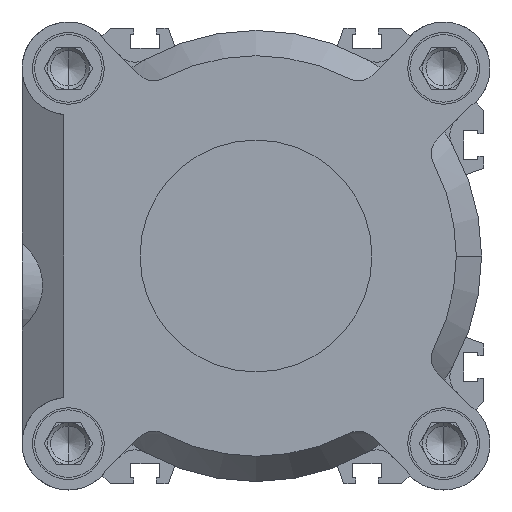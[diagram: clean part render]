
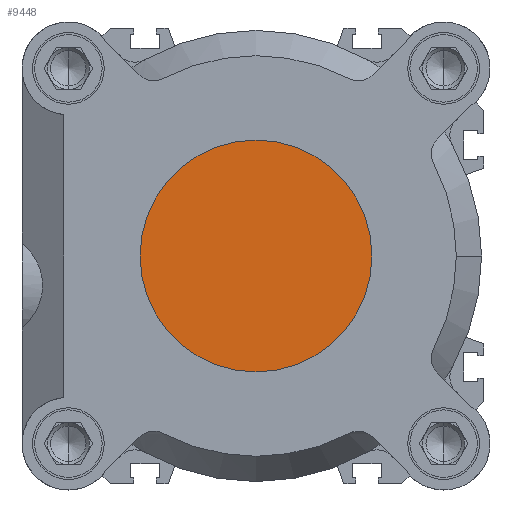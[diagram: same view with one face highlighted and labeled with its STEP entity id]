
A CAD part, left-side view. The second image highlights one B-rep face of the part: STEP entity #9448.
In plain terms, the highlighted face is planar.
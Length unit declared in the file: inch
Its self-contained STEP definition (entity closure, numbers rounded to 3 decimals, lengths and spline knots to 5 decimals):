
#844 = EDGE_CURVE ( 'NONE', #848, #11028, #13423, .T. ) ;
#848 = VERTEX_POINT ( 'NONE', #7008 ) ;
#2135 = AXIS2_PLACEMENT_3D ( 'NONE', #9615, #2947, #10723 ) ;
#2205 = PLANE ( 'NONE',  #8027 ) ;
#2416 = EDGE_LOOP ( 'NONE', ( #4468, #10378 ) ) ;
#2947 = DIRECTION ( 'NONE',  ( -1., 0., 0. ) ) ;
#3561 = DIRECTION ( 'NONE',  ( 0., 0., 1. ) ) ;
#3751 = CARTESIAN_POINT ( 'NONE',  ( 1.73228, 0., 0. ) ) ;
#4087 = FACE_OUTER_BOUND ( 'NONE', #2416, .T. ) ;
#4421 = DIRECTION ( 'NONE',  ( 0., 0., 1. ) ) ;
#4468 = ORIENTED_EDGE ( 'NONE', *, *, #6336, .F. ) ;
#4873 = DIRECTION ( 'NONE',  ( -1., 0., 0. ) ) ;
#5456 = CARTESIAN_POINT ( 'NONE',  ( 1.73228, 1.08268, 0. ) ) ;
#5978 = CIRCLE ( 'NONE', #2135, 1.08268 ) ;
#6336 = EDGE_CURVE ( 'NONE', #11028, #848, #5978, .T. ) ;
#7008 = CARTESIAN_POINT ( 'NONE',  ( 1.73228, 0., -1.08268 ) ) ;
#8027 = AXIS2_PLACEMENT_3D ( 'NONE', #5456, #11102, #4421 ) ;
#8136 = CARTESIAN_POINT ( 'NONE',  ( 1.73228, 0., 1.08268 ) ) ;
#9448 = ADVANCED_FACE ( 'NONE', ( #4087 ), #2205, .F. ) ;
#9615 = CARTESIAN_POINT ( 'NONE',  ( 1.73228, 0., 0. ) ) ;
#10264 = AXIS2_PLACEMENT_3D ( 'NONE', #3751, #4873, #3561 ) ;
#10378 = ORIENTED_EDGE ( 'NONE', *, *, #844, .F. ) ;
#10723 = DIRECTION ( 'NONE',  ( 0., 0., 1. ) ) ;
#11028 = VERTEX_POINT ( 'NONE', #8136 ) ;
#11102 = DIRECTION ( 'NONE',  ( -1., 0., 0. ) ) ;
#13423 = CIRCLE ( 'NONE', #10264, 1.08268 ) ;
